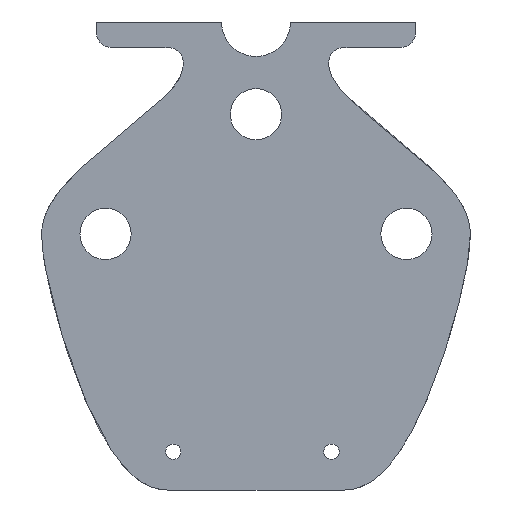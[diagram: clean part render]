
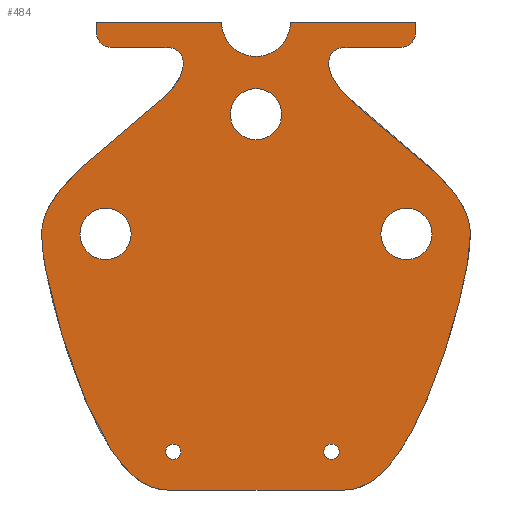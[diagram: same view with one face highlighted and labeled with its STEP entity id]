
A CAD part, left-side view. The second image highlights one B-rep face of the part: STEP entity #484.
In plain terms, the highlighted planar face has unit normal (-1, 0, 0).
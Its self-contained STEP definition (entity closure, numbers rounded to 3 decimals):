
#35=B_SPLINE_CURVE_WITH_KNOTS('',5,(#813,#814,#815,#816,#817,#818,#819,
#820,#821,#822),.UNSPECIFIED.,.F.,.F.,(6,1,1,1,1,6),(0.,0.2,0.4,0.6,0.8,
1.),.UNSPECIFIED.);
#36=B_SPLINE_CURVE_WITH_KNOTS('',5,(#824,#825,#826,#827,#828,#829,#830,
#831,#832,#833),.UNSPECIFIED.,.F.,.F.,(6,1,1,1,1,6),(0.,0.2,0.4,0.6,0.8,
1.),.UNSPECIFIED.);
#37=B_SPLINE_CURVE_WITH_KNOTS('',5,(#837,#838,#839,#840,#841,#842,#843,
#844,#845,#846),.UNSPECIFIED.,.F.,.F.,(6,1,1,1,1,6),(-1.,-0.8,-0.6,-0.4,
-0.2,0.),.UNSPECIFIED.);
#38=B_SPLINE_CURVE_WITH_KNOTS('',5,(#848,#849,#850,#851,#852,#853,#854,
#855,#856,#857),.UNSPECIFIED.,.F.,.F.,(6,1,1,1,1,6),(-1.,-0.8,-0.6,-0.4,
-0.2,0.),.UNSPECIFIED.);
#46=FACE_BOUND('',#117,.T.);
#47=FACE_BOUND('',#118,.T.);
#48=FACE_BOUND('',#119,.T.);
#49=FACE_BOUND('',#120,.T.);
#50=FACE_BOUND('',#121,.T.);
#67=CIRCLE('',#537,5.015);
#68=CIRCLE('',#539,6.75);
#69=CIRCLE('',#540,3.);
#70=CIRCLE('',#541,3.);
#71=CIRCLE('',#542,3.);
#72=CIRCLE('',#543,3.);
#73=CIRCLE('',#544,1.5);
#74=CIRCLE('',#545,1.5);
#75=CIRCLE('',#546,5.015);
#76=CIRCLE('',#547,5.015);
#84=FACE_OUTER_BOUND('',#116,.T.);
#116=EDGE_LOOP('',(#377,#378,#379,#380,#381,#382,#383,#384,#385,#386,#387,
#388,#389,#390,#391,#392));
#117=EDGE_LOOP('',(#393));
#118=EDGE_LOOP('',(#394));
#119=EDGE_LOOP('',(#395));
#120=EDGE_LOOP('',(#396));
#121=EDGE_LOOP('',(#397));
#143=LINE('',#698,#180);
#147=LINE('',#709,#184);
#149=LINE('',#715,#186);
#159=LINE('',#805,#196);
#160=LINE('',#809,#197);
#161=LINE('',#835,#198);
#162=LINE('',#861,#199);
#180=VECTOR('',#567,10.);
#184=VECTOR('',#575,10.);
#186=VECTOR('',#581,10.);
#196=VECTOR('',#629,10.);
#197=VECTOR('',#632,10.);
#198=VECTOR('',#635,10.);
#199=VECTOR('',#638,10.);
#217=VERTEX_POINT('',#695);
#218=VERTEX_POINT('',#697);
#222=VERTEX_POINT('',#706);
#223=VERTEX_POINT('',#708);
#225=VERTEX_POINT('',#714);
#245=VERTEX_POINT('',#799);
#246=VERTEX_POINT('',#804);
#247=VERTEX_POINT('',#806);
#248=VERTEX_POINT('',#808);
#249=VERTEX_POINT('',#810);
#250=VERTEX_POINT('',#812);
#251=VERTEX_POINT('',#823);
#252=VERTEX_POINT('',#834);
#253=VERTEX_POINT('',#836);
#254=VERTEX_POINT('',#847);
#255=VERTEX_POINT('',#858);
#256=VERTEX_POINT('',#860);
#257=VERTEX_POINT('',#863);
#258=VERTEX_POINT('',#865);
#259=VERTEX_POINT('',#867);
#260=VERTEX_POINT('',#869);
#263=EDGE_CURVE('',#218,#217,#143,.T.);
#268=EDGE_CURVE('',#223,#222,#147,.T.);
#271=EDGE_CURVE('',#225,#223,#149,.T.);
#297=EDGE_CURVE('',#245,#245,#67,.T.);
#298=EDGE_CURVE('',#222,#218,#68,.T.);
#299=EDGE_CURVE('',#217,#246,#159,.T.);
#300=EDGE_CURVE('',#246,#247,#69,.T.);
#301=EDGE_CURVE('',#247,#248,#160,.T.);
#302=EDGE_CURVE('',#248,#249,#70,.T.);
#303=EDGE_CURVE('',#249,#250,#35,.T.);
#304=EDGE_CURVE('',#250,#251,#36,.T.);
#305=EDGE_CURVE('',#251,#252,#161,.T.);
#306=EDGE_CURVE('',#252,#253,#37,.T.);
#307=EDGE_CURVE('',#253,#254,#38,.T.);
#308=EDGE_CURVE('',#254,#255,#71,.T.);
#309=EDGE_CURVE('',#255,#256,#162,.T.);
#310=EDGE_CURVE('',#256,#225,#72,.T.);
#311=EDGE_CURVE('',#257,#257,#73,.T.);
#312=EDGE_CURVE('',#258,#258,#74,.T.);
#313=EDGE_CURVE('',#259,#259,#75,.T.);
#314=EDGE_CURVE('',#260,#260,#76,.T.);
#377=ORIENTED_EDGE('',*,*,#268,.T.);
#378=ORIENTED_EDGE('',*,*,#298,.T.);
#379=ORIENTED_EDGE('',*,*,#263,.T.);
#380=ORIENTED_EDGE('',*,*,#299,.T.);
#381=ORIENTED_EDGE('',*,*,#300,.T.);
#382=ORIENTED_EDGE('',*,*,#301,.T.);
#383=ORIENTED_EDGE('',*,*,#302,.T.);
#384=ORIENTED_EDGE('',*,*,#303,.T.);
#385=ORIENTED_EDGE('',*,*,#304,.T.);
#386=ORIENTED_EDGE('',*,*,#305,.T.);
#387=ORIENTED_EDGE('',*,*,#306,.T.);
#388=ORIENTED_EDGE('',*,*,#307,.T.);
#389=ORIENTED_EDGE('',*,*,#308,.T.);
#390=ORIENTED_EDGE('',*,*,#309,.T.);
#391=ORIENTED_EDGE('',*,*,#310,.T.);
#392=ORIENTED_EDGE('',*,*,#271,.T.);
#393=ORIENTED_EDGE('',*,*,#297,.T.);
#394=ORIENTED_EDGE('',*,*,#311,.T.);
#395=ORIENTED_EDGE('',*,*,#312,.T.);
#396=ORIENTED_EDGE('',*,*,#313,.T.);
#397=ORIENTED_EDGE('',*,*,#314,.T.);
#472=PLANE('',#538);
#484=ADVANCED_FACE('',(#84,#46,#47,#48,#49,#50),#472,.F.);
#537=AXIS2_PLACEMENT_3D('',#801,#623,#624);
#538=AXIS2_PLACEMENT_3D('',#802,#625,#626);
#539=AXIS2_PLACEMENT_3D('',#803,#627,#628);
#540=AXIS2_PLACEMENT_3D('',#807,#630,#631);
#541=AXIS2_PLACEMENT_3D('',#811,#633,#634);
#542=AXIS2_PLACEMENT_3D('',#859,#636,#637);
#543=AXIS2_PLACEMENT_3D('',#862,#639,#640);
#544=AXIS2_PLACEMENT_3D('',#864,#641,#642);
#545=AXIS2_PLACEMENT_3D('',#866,#643,#644);
#546=AXIS2_PLACEMENT_3D('',#868,#645,#646);
#547=AXIS2_PLACEMENT_3D('',#870,#647,#648);
#567=DIRECTION('',(0.,1.,0.));
#575=DIRECTION('',(0.,1.,0.));
#581=DIRECTION('',(0.,0.,1.));
#623=DIRECTION('center_axis',(1.,0.,0.));
#624=DIRECTION('ref_axis',(0.,1.,0.));
#625=DIRECTION('center_axis',(1.,0.,0.));
#626=DIRECTION('ref_axis',(0.,1.,0.));
#627=DIRECTION('center_axis',(1.,0.,0.));
#628=DIRECTION('ref_axis',(0.,1.,0.));
#629=DIRECTION('',(0.,0.,-1.));
#630=DIRECTION('center_axis',(-1.,0.,0.));
#631=DIRECTION('ref_axis',(0.,0.,-1.));
#632=DIRECTION('',(0.,-1.,0.));
#633=DIRECTION('center_axis',(1.,0.,0.));
#634=DIRECTION('ref_axis',(0.,0.,1.));
#635=DIRECTION('',(0.,-1.,0.));
#636=DIRECTION('center_axis',(1.,0.,0.));
#637=DIRECTION('ref_axis',(0.,0.993,-0.117));
#638=DIRECTION('',(0.,-1.,0.));
#639=DIRECTION('center_axis',(-1.,0.,0.));
#640=DIRECTION('ref_axis',(0.,-1.,0.));
#641=DIRECTION('center_axis',(1.,0.,0.));
#642=DIRECTION('ref_axis',(0.,1.,0.));
#643=DIRECTION('center_axis',(1.,0.,0.));
#644=DIRECTION('ref_axis',(0.,1.,0.));
#645=DIRECTION('center_axis',(1.,0.,0.));
#646=DIRECTION('ref_axis',(0.,1.,0.));
#647=DIRECTION('center_axis',(1.,0.,0.));
#648=DIRECTION('ref_axis',(0.,1.,0.));
#695=CARTESIAN_POINT('',(116.5,54.168,83.182));
#697=CARTESIAN_POINT('',(116.5,29.662,83.182));
#698=CARTESIAN_POINT('',(116.5,7.285,83.182));
#706=CARTESIAN_POINT('',(116.5,16.162,83.182));
#708=CARTESIAN_POINT('',(116.5,-8.343,83.182));
#709=CARTESIAN_POINT('',(116.5,7.285,83.182));
#714=CARTESIAN_POINT('',(116.5,-8.343,81.182));
#715=CARTESIAN_POINT('',(116.5,-8.343,85.182));
#799=CARTESIAN_POINT('',(116.5,17.897,65.113));
#801=CARTESIAN_POINT('Origin',(116.5,22.912,65.113));
#802=CARTESIAN_POINT('Origin',(116.5,22.912,44.32));
#803=CARTESIAN_POINT('Origin',(116.5,22.912,83.182));
#804=CARTESIAN_POINT('',(116.5,54.168,81.182));
#805=CARTESIAN_POINT('',(116.5,54.168,85.182));
#806=CARTESIAN_POINT('',(116.5,51.168,78.182));
#807=CARTESIAN_POINT('Origin',(116.5,51.168,81.182));
#808=CARTESIAN_POINT('',(116.5,40.131,78.182));
#809=CARTESIAN_POINT('',(116.5,51.168,78.182));
#810=CARTESIAN_POINT('',(116.5,37.151,74.832));
#811=CARTESIAN_POINT('Origin',(116.5,40.131,75.182));
#812=CARTESIAN_POINT('',(116.5,64.868,41.719));
#813=CARTESIAN_POINT('Ctrl Pts',(116.5,37.151,74.832));
#814=CARTESIAN_POINT('Ctrl Pts',(116.5,37.165,73.87));
#815=CARTESIAN_POINT('Ctrl Pts',(116.5,37.753,71.836));
#816=CARTESIAN_POINT('Ctrl Pts',(116.5,40.317,68.446));
#817=CARTESIAN_POINT('Ctrl Pts',(116.5,46.434,63.349));
#818=CARTESIAN_POINT('Ctrl Pts',(116.5,55.669,56.377));
#819=CARTESIAN_POINT('Ctrl Pts',(116.5,61.767,50.561));
#820=CARTESIAN_POINT('Ctrl Pts',(116.5,64.304,46.151));
#821=CARTESIAN_POINT('Ctrl Pts',(116.5,64.868,43.198));
#822=CARTESIAN_POINT('Ctrl Pts',(116.5,64.868,41.719));
#823=CARTESIAN_POINT('',(116.5,40.187,-8.408));
#824=CARTESIAN_POINT('Ctrl Pts',(116.5,64.868,41.719));
#825=CARTESIAN_POINT('Ctrl Pts',(116.5,64.868,40.326));
#826=CARTESIAN_POINT('Ctrl Pts',(116.5,64.608,37.032));
#827=CARTESIAN_POINT('Ctrl Pts',(116.5,63.44,30.567));
#828=CARTESIAN_POINT('Ctrl Pts',(116.5,60.518,19.592));
#829=CARTESIAN_POINT('Ctrl Pts',(116.5,55.184,5.182));
#830=CARTESIAN_POINT('Ctrl Pts',(116.5,49.848,-3.858));
#831=CARTESIAN_POINT('Ctrl Pts',(116.5,45.26,-7.58));
#832=CARTESIAN_POINT('Ctrl Pts',(116.5,41.924,-8.408));
#833=CARTESIAN_POINT('Ctrl Pts',(116.5,40.187,-8.408));
#834=CARTESIAN_POINT('',(116.5,5.638,-8.408));
#835=CARTESIAN_POINT('',(116.5,5.638,-8.408));
#836=CARTESIAN_POINT('',(116.5,-19.043,41.719));
#837=CARTESIAN_POINT('Ctrl Pts',(116.5,5.638,-8.408));
#838=CARTESIAN_POINT('Ctrl Pts',(116.5,3.901,-8.408));
#839=CARTESIAN_POINT('Ctrl Pts',(116.5,0.565,-7.58));
#840=CARTESIAN_POINT('Ctrl Pts',(116.5,-4.023,-3.858));
#841=CARTESIAN_POINT('Ctrl Pts',(116.5,-9.359,5.182));
#842=CARTESIAN_POINT('Ctrl Pts',(116.5,-14.693,19.592));
#843=CARTESIAN_POINT('Ctrl Pts',(116.5,-17.615,30.567));
#844=CARTESIAN_POINT('Ctrl Pts',(116.5,-18.783,37.032));
#845=CARTESIAN_POINT('Ctrl Pts',(116.5,-19.043,40.326));
#846=CARTESIAN_POINT('Ctrl Pts',(116.5,-19.043,41.719));
#847=CARTESIAN_POINT('',(116.5,8.673,74.832));
#848=CARTESIAN_POINT('Ctrl Pts',(116.5,-19.043,41.719));
#849=CARTESIAN_POINT('Ctrl Pts',(116.5,-19.043,43.198));
#850=CARTESIAN_POINT('Ctrl Pts',(116.5,-18.479,46.151));
#851=CARTESIAN_POINT('Ctrl Pts',(116.5,-15.942,50.561));
#852=CARTESIAN_POINT('Ctrl Pts',(116.5,-9.844,56.377));
#853=CARTESIAN_POINT('Ctrl Pts',(116.5,-0.609,63.349));
#854=CARTESIAN_POINT('Ctrl Pts',(116.5,5.508,68.446));
#855=CARTESIAN_POINT('Ctrl Pts',(116.5,8.071,71.836));
#856=CARTESIAN_POINT('Ctrl Pts',(116.5,8.66,73.87));
#857=CARTESIAN_POINT('Ctrl Pts',(116.5,8.673,74.832));
#858=CARTESIAN_POINT('',(116.5,5.694,78.182));
#859=CARTESIAN_POINT('Origin',(116.5,5.694,75.182));
#860=CARTESIAN_POINT('',(116.5,-5.343,78.182));
#861=CARTESIAN_POINT('',(116.5,-5.343,78.182));
#862=CARTESIAN_POINT('Origin',(116.5,-5.343,81.182));
#863=CARTESIAN_POINT('',(116.5,6.638,-0.908));
#864=CARTESIAN_POINT('Origin',(116.5,8.138,-0.908));
#865=CARTESIAN_POINT('',(116.5,37.598,-0.908));
#866=CARTESIAN_POINT('Origin',(116.5,39.098,-0.908));
#867=CARTESIAN_POINT('',(116.5,-11.543,41.719));
#868=CARTESIAN_POINT('Origin',(116.5,-6.528,41.719));
#869=CARTESIAN_POINT('',(116.5,47.338,41.719));
#870=CARTESIAN_POINT('Origin',(116.5,52.353,41.719));
